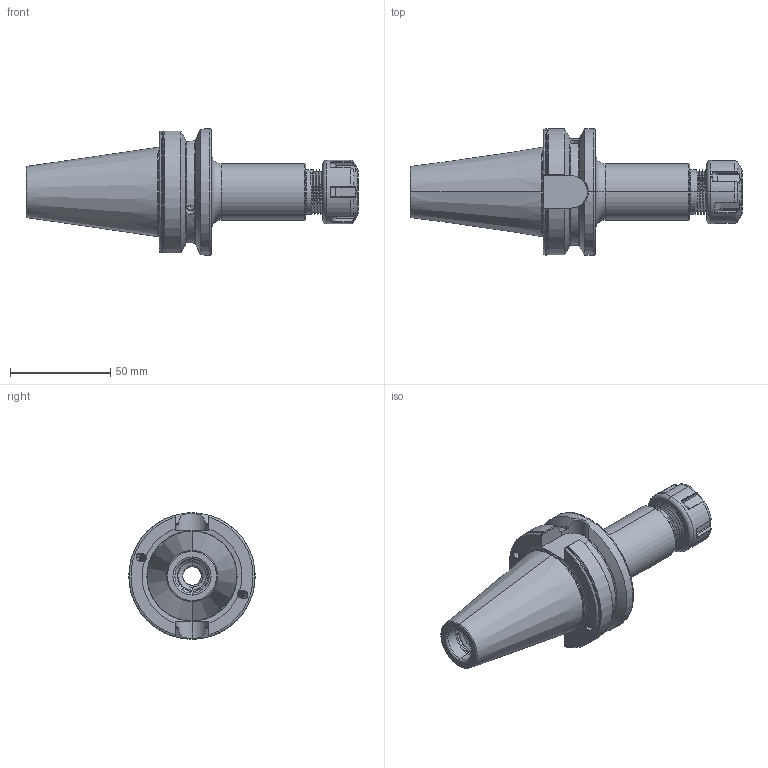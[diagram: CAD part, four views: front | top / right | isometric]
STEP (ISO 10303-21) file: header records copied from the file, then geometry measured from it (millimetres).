
FILE_DESCRIPTION (( 'STEP AP203' ), '1' );
FILE_NAME ('DC.406.02.10.1.STEP', '2017-10-18T01:25:41', ( '' ), ( '' ), 'SwSTEP 2.0', 'SolidWorks 2012', '' );
FILE_SCHEMA (( 'CONFIG_CONTROL_DESIGN' ));
Length unit declared in the file: millimetre
Products named in the file (3): 2-01.100.0160180C7_ER16螺帽(六溝); DC.406.02.10.1
Assembly tree (2 placements, depth 2):
  DC.406.02.10.1
    DC.406.02.10.1
    2-01.100.0160180C7_ER16螺帽(六溝)
Bounding box: 165.4 x 63 x 63 mm (x, y, z)
Volume: 153787 mm3; surface area: 37459.3 mm2
Topology: 2 solids, 2 shells, 460 faces, 1196 edges, 743 vertices
Faces by surface type: cylinder 201, bspline 80, plane 76, torus 69, cone 34
Entity records: 29449 total; most frequent: CARTESIAN_POINT 19567, ORIENTED_EDGE 2392, DIRECTION 1547, EDGE_CURVE 1196, VERTEX_POINT 743, AXIS2_PLACEMENT_3D 616, EDGE_LOOP 475, ADVANCED_FACE 460
